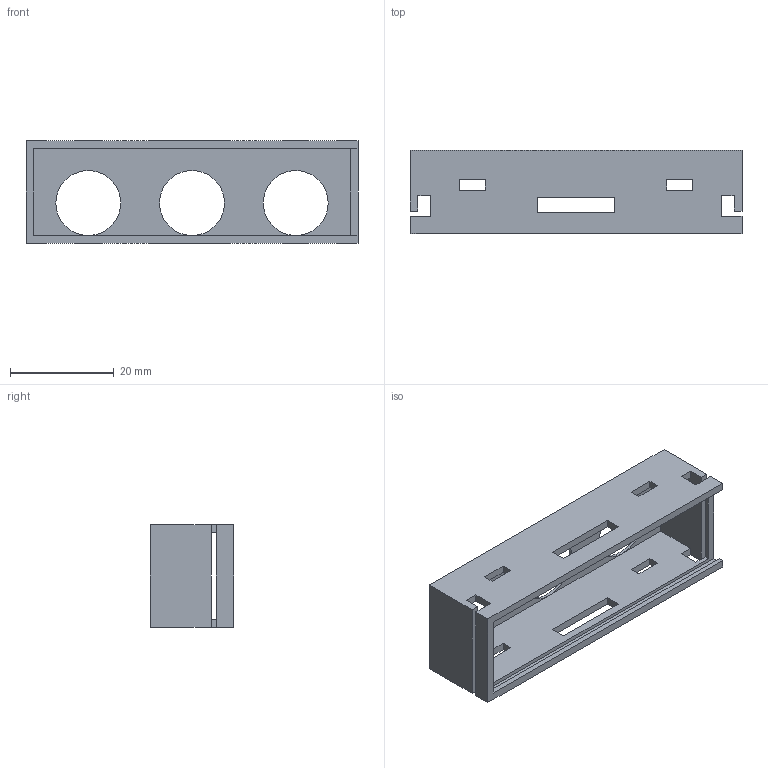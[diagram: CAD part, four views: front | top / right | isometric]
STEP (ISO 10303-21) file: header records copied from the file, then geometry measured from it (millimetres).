
FILE_DESCRIPTION(/* description */ (''),/* implementation_level */ '2;1');
FILE_NAME(/* name */ 'Canal - base v19.step',/* time_stamp */ '2025-12-06T15:27:02+01:00',/* author */ (''),/* organization */ (''),/* preprocessor_version */ 'ST-DEVELOPER v20.1',/* originating_system */ 'Autodesk Translation Framework v14.21.0.0',/* authorisation */ '');
FILE_SCHEMA (('AUTOMOTIVE_DESIGN { 1 0 10303 214 3 1 1 }'));
Length unit declared in the file: millimetre
Products named in the file (1): Canal - base
Bounding box: 64 x 16 x 19.75 mm (x, y, z)
Volume: 3749.1 mm3; surface area: 7026.5 mm2
Topology: 1 solids, 1 shells, 62 faces, 195 edges, 129 vertices
Faces by surface type: plane 59, cylinder 3
Full cylindrical faces by diameter (mm): 12.5 x3
Entity records: 2201 total; most frequent: ORIENTED_EDGE 390, CARTESIAN_POINT 387, DIRECTION 330, EDGE_CURVE 195, LINE 186, VECTOR 186, VERTEX_POINT 129, EDGE_LOOP 78
